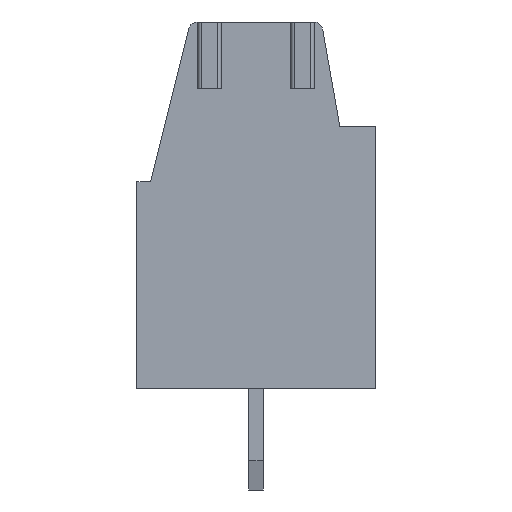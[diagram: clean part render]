
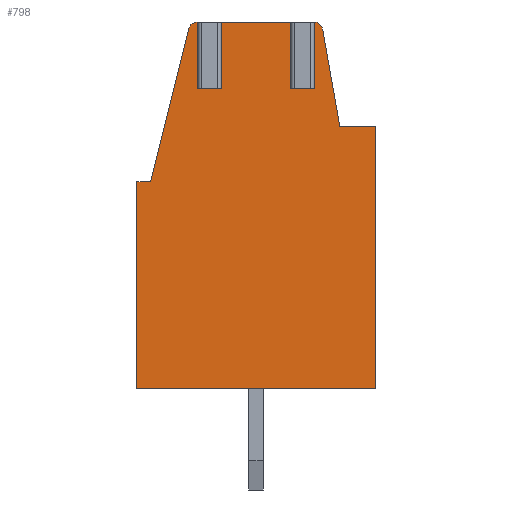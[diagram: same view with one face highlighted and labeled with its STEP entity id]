
A CAD part, left-side view. The second image highlights one B-rep face of the part: STEP entity #798.
In plain terms, the highlighted planar face has unit normal (-1, 0, 0).
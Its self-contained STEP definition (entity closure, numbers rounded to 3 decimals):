
#798 = ADVANCED_FACE( '', ( #2231 ), #2232, .T. );
#2231 = FACE_OUTER_BOUND( '', #4444, .T. );
#2232 = PLANE( '', #4445 );
#4444 = EDGE_LOOP( '', ( #6880, #6881, #6882, #6883, #6884, #6885, #6886, #6887, #6888, #6889, #6890, #6891, #6892, #6893, #6894, #6895, #6896, #6897 ) );
#4445 = AXIS2_PLACEMENT_3D( '', #6898, #6899, #6900 );
#6880 = ORIENTED_EDGE( '', *, *, #13107, .T. );
#6881 = ORIENTED_EDGE( '', *, *, #13108, .T. );
#6882 = ORIENTED_EDGE( '', *, *, #13109, .T. );
#6883 = ORIENTED_EDGE( '', *, *, #13110, .T. );
#6884 = ORIENTED_EDGE( '', *, *, #13111, .T. );
#6885 = ORIENTED_EDGE( '', *, *, #13112, .T. );
#6886 = ORIENTED_EDGE( '', *, *, #13113, .T. );
#6887 = ORIENTED_EDGE( '', *, *, #13114, .F. );
#6888 = ORIENTED_EDGE( '', *, *, #13115, .T. );
#6889 = ORIENTED_EDGE( '', *, *, #13116, .T. );
#6890 = ORIENTED_EDGE( '', *, *, #13117, .T. );
#6891 = ORIENTED_EDGE( '', *, *, #13118, .F. );
#6892 = ORIENTED_EDGE( '', *, *, #13119, .F. );
#6893 = ORIENTED_EDGE( '', *, *, #13120, .T. );
#6894 = ORIENTED_EDGE( '', *, *, #13121, .F. );
#6895 = ORIENTED_EDGE( '', *, *, #13122, .T. );
#6896 = ORIENTED_EDGE( '', *, *, #13123, .T. );
#6897 = ORIENTED_EDGE( '', *, *, #13124, .T. );
#6898 = CARTESIAN_POINT( '', ( -58.549, 31.943, -29.87 ) );
#6899 = DIRECTION( '', ( -1., 0., 0. ) );
#6900 = DIRECTION( '', ( 0., -1., 0. ) );
#13107 = EDGE_CURVE( '', #15784, #15785, #15786, .T. );
#13108 = EDGE_CURVE( '', #15785, #15787, #15788, .T. );
#13109 = EDGE_CURVE( '', #15787, #15789, #15790, .T. );
#13110 = EDGE_CURVE( '', #15789, #15791, #15792, .T. );
#13111 = EDGE_CURVE( '', #15791, #15793, #15794, .T. );
#13112 = EDGE_CURVE( '', #15793, #15795, #15796, .T. );
#13113 = EDGE_CURVE( '', #15795, #15797, #15798, .T. );
#13114 = EDGE_CURVE( '', #15799, #15797, #15800, .T. );
#13115 = EDGE_CURVE( '', #15799, #15801, #15802, .T. );
#13116 = EDGE_CURVE( '', #15801, #15803, #15804, .T. );
#13117 = EDGE_CURVE( '', #15803, #15805, #15806, .T. );
#13118 = EDGE_CURVE( '', #15807, #15805, #15808, .T. );
#13119 = EDGE_CURVE( '', #15809, #15807, #15810, .T. );
#13120 = EDGE_CURVE( '', #15809, #15811, #15812, .T. );
#13121 = EDGE_CURVE( '', #15813, #15811, #15814, .T. );
#13122 = EDGE_CURVE( '', #15813, #15815, #15816, .T. );
#13123 = EDGE_CURVE( '', #15815, #15817, #15818, .T. );
#13124 = EDGE_CURVE( '', #15817, #15784, #15819, .T. );
#15784 = VERTEX_POINT( '', #19671 );
#15785 = VERTEX_POINT( '', #19672 );
#15786 = LINE( '', #19673, #19674 );
#15787 = VERTEX_POINT( '', #19675 );
#15788 = LINE( '', #19676, #19677 );
#15789 = VERTEX_POINT( '', #19678 );
#15790 = LINE( '', #19679, #19680 );
#15791 = VERTEX_POINT( '', #19681 );
#15792 = LINE( '', #19682, #19683 );
#15793 = VERTEX_POINT( '', #19684 );
#15794 = LINE( '', #19685, #19686 );
#15795 = VERTEX_POINT( '', #19687 );
#15796 = CIRCLE( '', #19688, 0.3 );
#15797 = VERTEX_POINT( '', #19689 );
#15798 = LINE( '', #19690, #19691 );
#15799 = VERTEX_POINT( '', #19692 );
#15800 = LINE( '', #19693, #19694 );
#15801 = VERTEX_POINT( '', #19695 );
#15802 = LINE( '', #19696, #19697 );
#15803 = VERTEX_POINT( '', #19698 );
#15804 = LINE( '', #19699, #19700 );
#15805 = VERTEX_POINT( '', #19701 );
#15806 = LINE( '', #19702, #19703 );
#15807 = VERTEX_POINT( '', #19704 );
#15808 = LINE( '', #19705, #19706 );
#15809 = VERTEX_POINT( '', #19707 );
#15810 = LINE( '', #19708, #19709 );
#15811 = VERTEX_POINT( '', #19710 );
#15812 = LINE( '', #19711, #19712 );
#15813 = VERTEX_POINT( '', #19713 );
#15814 = LINE( '', #19714, #19715 );
#15815 = VERTEX_POINT( '', #19716 );
#15816 = CIRCLE( '', #19717, 0.3 );
#15817 = VERTEX_POINT( '', #19718 );
#15818 = LINE( '', #19719, #19720 );
#15819 = LINE( '', #19721, #19722 );
#19671 = CARTESIAN_POINT( '', ( -58.549, 38.041, -35.07 ) );
#19672 = CARTESIAN_POINT( '', ( -58.549, 38.041, -42.17 ) );
#19673 = CARTESIAN_POINT( '', ( -58.549, 38.041, -42.17 ) );
#19674 = VECTOR( '', #24802, 1000. );
#19675 = CARTESIAN_POINT( '', ( -58.549, 29.841, -42.17 ) );
#19676 = CARTESIAN_POINT( '', ( -58.549, 29.841, -42.17 ) );
#19677 = VECTOR( '', #24803, 1000. );
#19678 = CARTESIAN_POINT( '', ( -58.549, 29.841, -33.17 ) );
#19679 = CARTESIAN_POINT( '', ( -58.549, 29.841, -33.17 ) );
#19680 = VECTOR( '', #24804, 1000. );
#19681 = CARTESIAN_POINT( '', ( -58.549, 31.056, -33.17 ) );
#19682 = CARTESIAN_POINT( '', ( -58.549, 31.056, -33.17 ) );
#19683 = VECTOR( '', #24805, 1000. );
#19684 = CARTESIAN_POINT( '', ( -58.549, 31.647, -29.817 ) );
#19685 = CARTESIAN_POINT( '', ( -58.549, 31.647, -29.817 ) );
#19686 = VECTOR( '', #24806, 1000. );
#19687 = CARTESIAN_POINT( '', ( -58.549, 31.943, -29.57 ) );
#19688 = AXIS2_PLACEMENT_3D( '', #24807, #24808, #24809 );
#19689 = CARTESIAN_POINT( '', ( -58.549, 31.972, -29.57 ) );
#19690 = CARTESIAN_POINT( '', ( -58.549, 35.957, -29.57 ) );
#19691 = VECTOR( '', #24810, 1000. );
#19692 = CARTESIAN_POINT( '', ( -58.549, 31.972, -31.87 ) );
#19693 = CARTESIAN_POINT( '', ( -58.549, 31.972, -42.171 ) );
#19694 = VECTOR( '', #24811, 1000. );
#19695 = CARTESIAN_POINT( '', ( -58.549, 32.719, -31.87 ) );
#19696 = CARTESIAN_POINT( '', ( -58.549, 32.748, -31.87 ) );
#19697 = VECTOR( '', #24812, 1000. );
#19698 = CARTESIAN_POINT( '', ( -58.549, 32.719, -29.57 ) );
#19699 = CARTESIAN_POINT( '', ( -58.549, 32.719, -42.171 ) );
#19700 = VECTOR( '', #24813, 1000. );
#19701 = CARTESIAN_POINT( '', ( -58.549, 35.172, -29.57 ) );
#19702 = CARTESIAN_POINT( '', ( -58.549, 35.957, -29.57 ) );
#19703 = VECTOR( '', #24814, 1000. );
#19704 = CARTESIAN_POINT( '', ( -58.549, 35.172, -31.87 ) );
#19705 = CARTESIAN_POINT( '', ( -58.549, 35.172, -42.171 ) );
#19706 = VECTOR( '', #24815, 1000. );
#19707 = CARTESIAN_POINT( '', ( -58.549, 35.919, -31.87 ) );
#19708 = CARTESIAN_POINT( '', ( -58.549, 35.143, -31.87 ) );
#19709 = VECTOR( '', #24816, 1000. );
#19710 = CARTESIAN_POINT( '', ( -58.549, 35.919, -29.57 ) );
#19711 = CARTESIAN_POINT( '', ( -58.549, 35.919, -42.171 ) );
#19712 = VECTOR( '', #24817, 1000. );
#19713 = CARTESIAN_POINT( '', ( -58.549, 35.957, -29.57 ) );
#19714 = CARTESIAN_POINT( '', ( -58.549, 35.957, -29.57 ) );
#19715 = VECTOR( '', #24818, 1000. );
#19716 = CARTESIAN_POINT( '', ( -58.549, 36.248, -29.797 ) );
#19717 = AXIS2_PLACEMENT_3D( '', #24819, #24820, #24821 );
#19718 = CARTESIAN_POINT( '', ( -58.549, 37.562, -35.07 ) );
#19719 = CARTESIAN_POINT( '', ( -58.549, 37.562, -35.07 ) );
#19720 = VECTOR( '', #24822, 1000. );
#19721 = CARTESIAN_POINT( '', ( -58.549, 38.041, -35.07 ) );
#19722 = VECTOR( '', #24823, 1000. );
#24802 = DIRECTION( '', ( 0., 0., -1. ) );
#24803 = DIRECTION( '', ( 0., -1., 0. ) );
#24804 = DIRECTION( '', ( 0., 0., 1. ) );
#24805 = DIRECTION( '', ( 0., 1., 0. ) );
#24806 = DIRECTION( '', ( 0., 0.174, 0.985 ) );
#24807 = CARTESIAN_POINT( '', ( -58.549, 31.943, -29.87 ) );
#24808 = DIRECTION( '', ( -1., 0., 0. ) );
#24809 = DIRECTION( '', ( 0., 0.643, -0.766 ) );
#24810 = DIRECTION( '', ( 0., 1., 0. ) );
#24811 = DIRECTION( '', ( 0., 0., 1. ) );
#24812 = DIRECTION( '', ( 0., 1., 0. ) );
#24813 = DIRECTION( '', ( 0., 0., 1. ) );
#24814 = DIRECTION( '', ( 0., 1., 0. ) );
#24815 = DIRECTION( '', ( 0., 0., 1. ) );
#24816 = DIRECTION( '', ( 0., -1., 0. ) );
#24817 = DIRECTION( '', ( 0., 0., 1. ) );
#24818 = DIRECTION( '', ( 0., -1., 0. ) );
#24819 = CARTESIAN_POINT( '', ( -58.549, 35.957, -29.87 ) );
#24820 = DIRECTION( '', ( -1., 0., 0. ) );
#24821 = DIRECTION( '', ( 0., -0.616, -0.788 ) );
#24822 = DIRECTION( '', ( 0., 0.242, -0.97 ) );
#24823 = DIRECTION( '', ( 0., 1., 0. ) );
